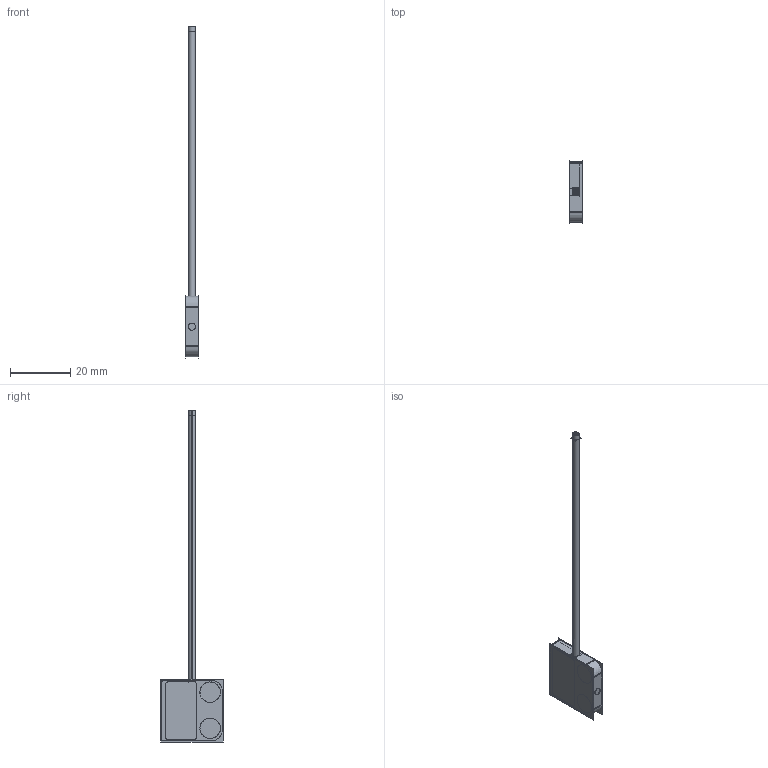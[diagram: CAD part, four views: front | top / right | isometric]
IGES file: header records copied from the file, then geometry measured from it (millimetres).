
Start section:  PTC IGES file: 161897.igs
Global section: file name: 161897.igs; native system: Creo Parametric by Parametric Technology Corporation; preprocessor: 2013230; author: pdmadmin; organization: Unknown; date: 20160105.115926; units: millimetre
Bounding box: 4.37 x 20.79 x 109.82 mm (x, y, z)
Volume: 1130.4 mm3; surface area: 15508.6 mm2
Topology: 25 solids, 25 shells, 422 faces, 1994 edges, 2536 vertices
Faces by surface type: revolution 242, bspline 180
